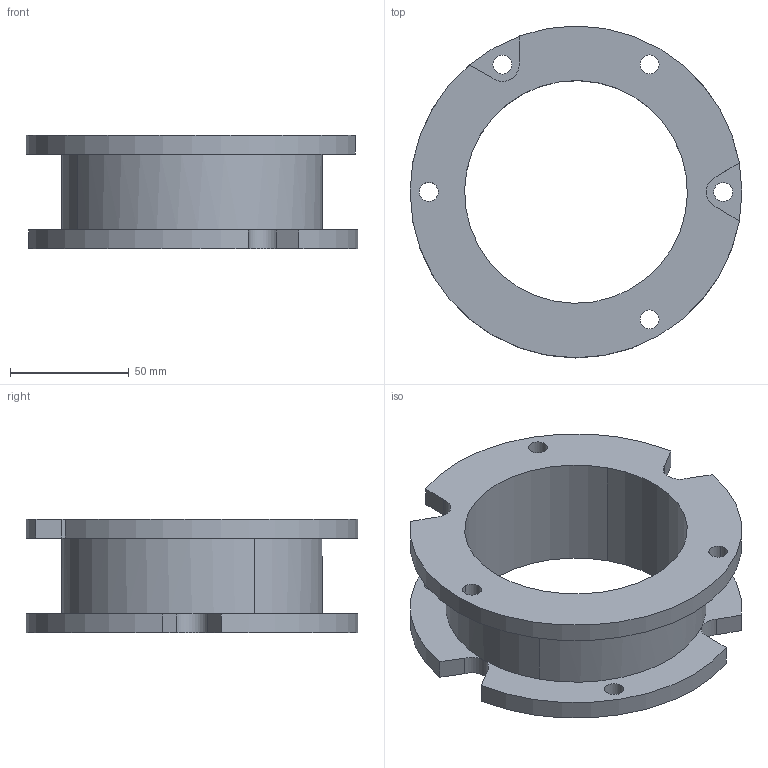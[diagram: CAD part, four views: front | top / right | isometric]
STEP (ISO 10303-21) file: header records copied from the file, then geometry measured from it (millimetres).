
FILE_DESCRIPTION(('CoCreate Modeling STEP Export'),'2;1');
FILE_NAME('m48.stp','2011-05-24T12:28:00',(''),(''),'CoCreate Modeling STEP processor for AP214 (Solid Model)','CoCreate Modeling 18.0P1120 20-Nov-2010 (C) Parametric Technology GmbH','');
FILE_SCHEMA(('AUTOMOTIVE_DESIGN { 1 0 10303 214 1 1 1 1 }'));
Length unit declared in the file: millimetre
Products named in the file (1): BODY_2____SOL11_-_WSP_ACCOUPLEM.PRT
Bounding box: 140 x 140 x 48 mm (x, y, z)
Volume: 205326.4 mm3; surface area: 59743.3 mm2
Topology: 1 solids, 1 shells, 43 faces, 120 edges, 79 vertices
Faces by surface type: cylinder 26, plane 17
Entity records: 1364 total; most frequent: ORIENTED_EDGE 240, DIRECTION 232, CARTESIAN_POINT 223, EDGE_CURVE 120, AXIS2_PLACEMENT_3D 88, VERTEX_POINT 79, EDGE_LOOP 57, VECTOR 56
